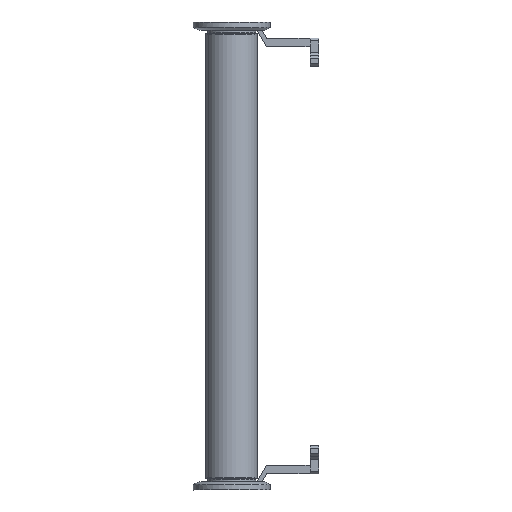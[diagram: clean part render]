
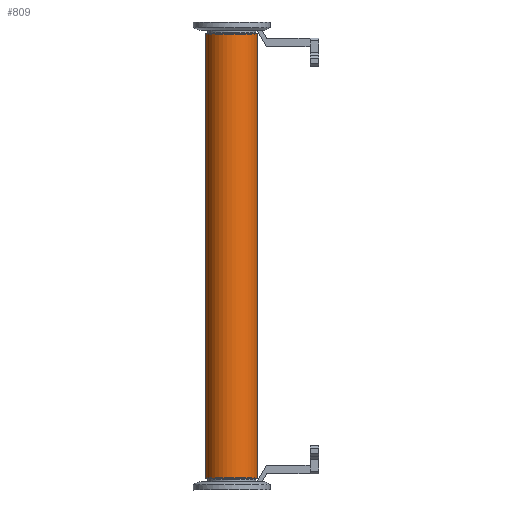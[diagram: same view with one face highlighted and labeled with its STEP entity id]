
A CAD part, left-side view. The second image highlights one B-rep face of the part: STEP entity #809.
In plain terms, the highlighted cylindrical face has radius 45 mm (diameter 90 mm), a full revolution.
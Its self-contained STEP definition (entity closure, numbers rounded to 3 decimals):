
#241=FACE_BOUND('',#324,.T.);
#271=FACE_OUTER_BOUND('',#323,.T.);
#323=EDGE_LOOP('',(#603));
#324=EDGE_LOOP('',(#604));
#401=CIRCLE('',#866,45.);
#402=CIRCLE('',#868,45.);
#429=VERTEX_POINT('',#1218);
#430=VERTEX_POINT('',#1221);
#503=EDGE_CURVE('',#429,#429,#401,.T.);
#504=EDGE_CURVE('',#430,#430,#402,.T.);
#603=ORIENTED_EDGE('',*,*,#503,.F.);
#604=ORIENTED_EDGE('',*,*,#504,.F.);
#796=CYLINDRICAL_SURFACE('',#867,45.);
#809=ADVANCED_FACE('',(#271,#241),#796,.T.);
#866=AXIS2_PLACEMENT_3D('',#1219,#965,#966);
#867=AXIS2_PLACEMENT_3D('',#1220,#967,#968);
#868=AXIS2_PLACEMENT_3D('',#1222,#969,#970);
#965=DIRECTION('center_axis',(0.,0.,-1.));
#966=DIRECTION('ref_axis',(-1.,0.,0.));
#967=DIRECTION('center_axis',(0.,0.,1.));
#968=DIRECTION('ref_axis',(-1.,0.,0.));
#969=DIRECTION('center_axis',(0.,0.,1.));
#970=DIRECTION('ref_axis',(-1.,0.,0.));
#1218=CARTESIAN_POINT('',(45.,0.,-387.325));
#1219=CARTESIAN_POINT('Origin',(0.,0.,-387.325));
#1220=CARTESIAN_POINT('Origin',(0.,0.,0.));
#1221=CARTESIAN_POINT('',(45.,0.,387.325));
#1222=CARTESIAN_POINT('Origin',(0.,0.,387.325));
